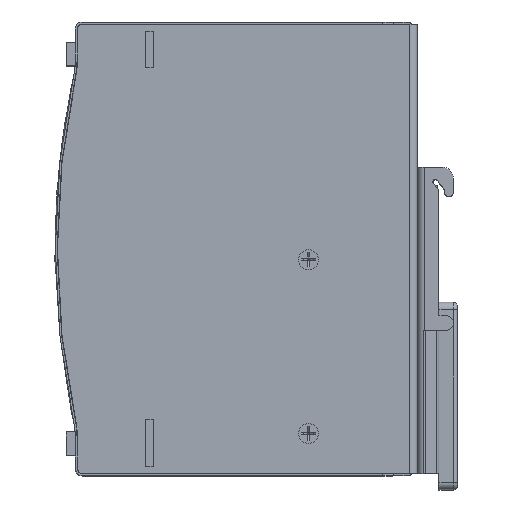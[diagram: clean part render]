
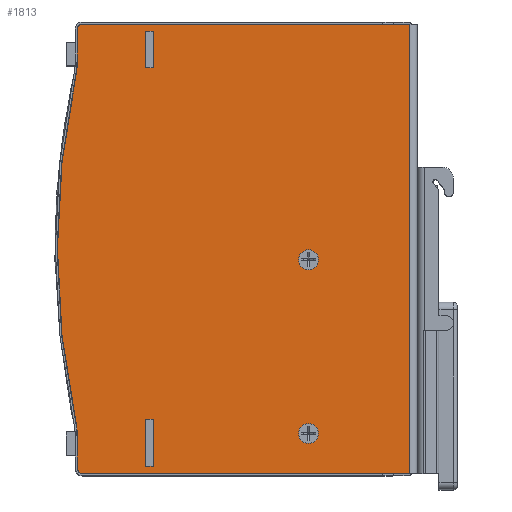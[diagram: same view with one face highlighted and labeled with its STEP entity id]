
A CAD part, top view. The second image highlights one B-rep face of the part: STEP entity #1813.
In plain terms, the highlighted planar face has unit normal (0, 0, 1).
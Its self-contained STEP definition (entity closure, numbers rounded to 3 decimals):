
#280=CARTESIAN_POINT('',(-2.368,33.106,65.5));
#281=VERTEX_POINT('',#280);
#282=CARTESIAN_POINT('',(-5.118,33.106,65.5));
#283=DIRECTION('',(0.0,0.0,-1.0));
#284=DIRECTION('',(1.0,0.0,0.0));
#285=AXIS2_PLACEMENT_3D('',#282,#283,#284);
#286=CIRCLE('',#285,2.75);
#287=EDGE_CURVE('',#281,#281,#286,.T.);
#370=CARTESIAN_POINT('',(-2.368,-14.894,65.5));
#371=VERTEX_POINT('',#370);
#372=CARTESIAN_POINT('',(-5.118,-14.894,65.5));
#373=DIRECTION('',(0.0,0.0,-1.0));
#374=DIRECTION('',(1.0,0.0,0.0));
#375=AXIS2_PLACEMENT_3D('',#372,#373,#374);
#376=CIRCLE('',#375,2.75);
#377=EDGE_CURVE('',#371,#371,#376,.T.);
#1019=CARTESIAN_POINT('',(-50.018,-23.894,65.5));
#1020=VERTEX_POINT('',#1019);
#1021=CARTESIAN_POINT('',(-50.018,-10.894,65.5));
#1022=VERTEX_POINT('',#1021);
#1023=CARTESIAN_POINT('',(-50.018,-23.894,65.5));
#1024=DIRECTION('',(0.0,1.0,0.0));
#1025=VECTOR('',#1024,13.0);
#1026=LINE('',#1023,#1025);
#1027=EDGE_CURVE('',#1020,#1022,#1026,.T.);
#1090=CARTESIAN_POINT('',(-48.018,-10.894,65.5));
#1091=VERTEX_POINT('',#1090);
#1092=CARTESIAN_POINT('',(-50.018,-10.894,65.5));
#1093=DIRECTION('',(1.0,0.0,0.0));
#1094=VECTOR('',#1093,2.0);
#1095=LINE('',#1092,#1094);
#1096=EDGE_CURVE('',#1022,#1091,#1095,.T.);
#1174=CARTESIAN_POINT('',(-48.018,-23.894,65.5));
#1175=VERTEX_POINT('',#1174);
#1176=CARTESIAN_POINT('',(-48.018,-10.894,65.5));
#1177=DIRECTION('',(0.0,-1.0,0.0));
#1178=VECTOR('',#1177,13.0);
#1179=LINE('',#1176,#1178);
#1180=EDGE_CURVE('',#1091,#1175,#1179,.T.);
#1205=CARTESIAN_POINT('',(-48.018,-23.894,65.5));
#1206=DIRECTION('',(-1.0,0.0,0.0));
#1207=VECTOR('',#1206,2.);
#1208=LINE('',#1205,#1207);
#1209=EDGE_CURVE('',#1175,#1020,#1208,.T.);
#1267=CARTESIAN_POINT('',(-50.018,86.106,65.5));
#1268=VERTEX_POINT('',#1267);
#1269=CARTESIAN_POINT('',(-50.018,96.106,65.5));
#1270=VERTEX_POINT('',#1269);
#1271=CARTESIAN_POINT('',(-50.018,86.106,65.5));
#1272=DIRECTION('',(0.0,1.0,0.0));
#1273=VECTOR('',#1272,10.0);
#1274=LINE('',#1271,#1273);
#1275=EDGE_CURVE('',#1268,#1270,#1274,.T.);
#1338=CARTESIAN_POINT('',(-48.018,96.106,65.5));
#1339=VERTEX_POINT('',#1338);
#1340=CARTESIAN_POINT('',(-50.018,96.106,65.5));
#1341=DIRECTION('',(1.0,0.0,0.0));
#1342=VECTOR('',#1341,2.0);
#1343=LINE('',#1340,#1342);
#1344=EDGE_CURVE('',#1270,#1339,#1343,.T.);
#1422=CARTESIAN_POINT('',(-48.018,86.106,65.5));
#1423=VERTEX_POINT('',#1422);
#1424=CARTESIAN_POINT('',(-48.018,96.106,65.5));
#1425=DIRECTION('',(0.0,-1.0,0.0));
#1426=VECTOR('',#1425,10.0);
#1427=LINE('',#1424,#1426);
#1428=EDGE_CURVE('',#1339,#1423,#1427,.T.);
#1453=CARTESIAN_POINT('',(-48.018,86.106,65.5));
#1454=DIRECTION('',(-1.0,0.0,0.0));
#1455=VECTOR('',#1454,2.0);
#1456=LINE('',#1453,#1455);
#1457=EDGE_CURVE('',#1423,#1268,#1456,.T.);
#1628=CARTESIAN_POINT('',(22.882,-25.894,65.5));
#1629=VERTEX_POINT('',#1628);
#1637=CARTESIAN_POINT('',(-67.618,-25.894,65.5));
#1638=VERTEX_POINT('',#1637);
#1639=CARTESIAN_POINT('',(22.882,-25.894,65.5));
#1640=DIRECTION('',(-1.0,0.0,0.0));
#1641=VECTOR('',#1640,90.5);
#1642=LINE('',#1639,#1641);
#1643=EDGE_CURVE('',#1629,#1638,#1642,.T.);
#1701=CARTESIAN_POINT('',(22.882,98.106,65.5));
#1702=VERTEX_POINT('',#1701);
#1710=CARTESIAN_POINT('',(22.882,98.106,65.5));
#1711=DIRECTION('',(0.0,-1.0,0.0));
#1712=VECTOR('',#1711,124.);
#1713=LINE('',#1710,#1712);
#1714=EDGE_CURVE('',#1702,#1629,#1713,.T.);
#1719=CARTESIAN_POINT('',(-22.789,36.106,65.5));
#1720=DIRECTION('',(0.0,0.0,1.0));
#1721=DIRECTION('',(1.0,0.0,0.0));
#1722=AXIS2_PLACEMENT_3D('',#1719,#1720,#1721);
#1723=PLANE('',#1722);
#1724=ORIENTED_EDGE('',*,*,#1714,.F.);
#1725=CARTESIAN_POINT('',(-67.618,98.106,65.5));
#1726=VERTEX_POINT('',#1725);
#1727=CARTESIAN_POINT('',(-67.618,98.106,65.5));
#1728=DIRECTION('',(1.0,0.0,0.0));
#1729=VECTOR('',#1728,90.5);
#1730=LINE('',#1727,#1729);
#1731=EDGE_CURVE('',#1726,#1702,#1730,.T.);
#1732=ORIENTED_EDGE('',*,*,#1731,.F.);
#1733=CARTESIAN_POINT('',(-69.018,96.706,65.5));
#1734=VERTEX_POINT('',#1733);
#1735=CARTESIAN_POINT('',(-67.618,96.706,65.5));
#1736=DIRECTION('',(0.0,0.0,-1.0));
#1737=DIRECTION('',(0.0,1.0,0.0));
#1738=AXIS2_PLACEMENT_3D('',#1735,#1736,#1737);
#1739=CIRCLE('',#1738,1.4);
#1740=EDGE_CURVE('',#1734,#1726,#1739,.T.);
#1741=ORIENTED_EDGE('',*,*,#1740,.F.);
#1742=CARTESIAN_POINT('',(-69.018,87.876,65.5));
#1743=VERTEX_POINT('',#1742);
#1744=CARTESIAN_POINT('',(-69.018,87.876,65.5));
#1745=DIRECTION('',(0.0,1.0,0.0));
#1746=VECTOR('',#1745,8.83);
#1747=LINE('',#1744,#1746);
#1748=EDGE_CURVE('',#1743,#1734,#1747,.T.);
#1749=ORIENTED_EDGE('',*,*,#1748,.F.);
#1750=CARTESIAN_POINT('',(-69.477,83.548,65.5));
#1751=VERTEX_POINT('',#1750);
#1752=CARTESIAN_POINT('',(-89.618,87.876,65.5));
#1753=DIRECTION('',(0.0,0.0,1.));
#1754=DIRECTION('',(-0.978,0.21,0.0));
#1755=AXIS2_PLACEMENT_3D('',#1752,#1753,#1754);
#1756=CIRCLE('',#1755,20.6);
#1757=EDGE_CURVE('',#1751,#1743,#1756,.T.);
#1758=ORIENTED_EDGE('',*,*,#1757,.F.);
#1759=CARTESIAN_POINT('',(-69.477,-11.336,65.5));
#1760=VERTEX_POINT('',#1759);
#1761=CARTESIAN_POINT('',(151.283,36.106,65.5));
#1762=DIRECTION('',(0.0,0.0,-1.0));
#1763=DIRECTION('',(-0.978,0.21,0.0));
#1764=AXIS2_PLACEMENT_3D('',#1761,#1762,#1763);
#1765=CIRCLE('',#1764,225.801);
#1766=EDGE_CURVE('',#1760,#1751,#1765,.T.);
#1767=ORIENTED_EDGE('',*,*,#1766,.F.);
#1768=CARTESIAN_POINT('',(-69.018,-15.665,65.5));
#1769=VERTEX_POINT('',#1768);
#1770=CARTESIAN_POINT('',(-89.618,-15.665,65.5));
#1771=DIRECTION('',(0.0,0.0,1.0));
#1772=DIRECTION('',(-1.0,0.0,0.0));
#1773=AXIS2_PLACEMENT_3D('',#1770,#1771,#1772);
#1774=CIRCLE('',#1773,20.6);
#1775=EDGE_CURVE('',#1769,#1760,#1774,.T.);
#1776=ORIENTED_EDGE('',*,*,#1775,.F.);
#1777=CARTESIAN_POINT('',(-69.018,-24.494,65.5));
#1778=VERTEX_POINT('',#1777);
#1779=CARTESIAN_POINT('',(-69.018,-24.494,65.5));
#1780=DIRECTION('',(0.0,1.0,0.0));
#1781=VECTOR('',#1780,8.83);
#1782=LINE('',#1779,#1781);
#1783=EDGE_CURVE('',#1778,#1769,#1782,.T.);
#1784=ORIENTED_EDGE('',*,*,#1783,.F.);
#1785=CARTESIAN_POINT('',(-67.618,-24.494,65.5));
#1786=DIRECTION('',(0.0,0.0,-1.0));
#1787=DIRECTION('',(-1.0,0.0,0.0));
#1788=AXIS2_PLACEMENT_3D('',#1785,#1786,#1787);
#1789=CIRCLE('',#1788,1.4);
#1790=EDGE_CURVE('',#1638,#1778,#1789,.T.);
#1791=ORIENTED_EDGE('',*,*,#1790,.F.);
#1792=ORIENTED_EDGE('',*,*,#1643,.F.);
#1793=EDGE_LOOP('',(#1724,#1732,#1741,#1749,#1758,#1767,#1776,#1784,#1791,#1792));
#1794=FACE_OUTER_BOUND('',#1793,.T.);
#1795=ORIENTED_EDGE('',*,*,#287,.T.);
#1796=EDGE_LOOP('',(#1795));
#1797=FACE_BOUND('',#1796,.T.);
#1798=ORIENTED_EDGE('',*,*,#377,.T.);
#1799=EDGE_LOOP('',(#1798));
#1800=FACE_BOUND('',#1799,.T.);
#1801=ORIENTED_EDGE('',*,*,#1180,.T.);
#1802=ORIENTED_EDGE('',*,*,#1209,.T.);
#1803=ORIENTED_EDGE('',*,*,#1027,.T.);
#1804=ORIENTED_EDGE('',*,*,#1096,.T.);
#1805=EDGE_LOOP('',(#1801,#1802,#1803,#1804));
#1806=FACE_BOUND('',#1805,.T.);
#1807=ORIENTED_EDGE('',*,*,#1428,.T.);
#1808=ORIENTED_EDGE('',*,*,#1457,.T.);
#1809=ORIENTED_EDGE('',*,*,#1275,.T.);
#1810=ORIENTED_EDGE('',*,*,#1344,.T.);
#1811=EDGE_LOOP('',(#1807,#1808,#1809,#1810));
#1812=FACE_BOUND('',#1811,.T.);
#1813=ADVANCED_FACE('',(#1794,#1797,#1800,#1806,#1812),#1723,.T.);
